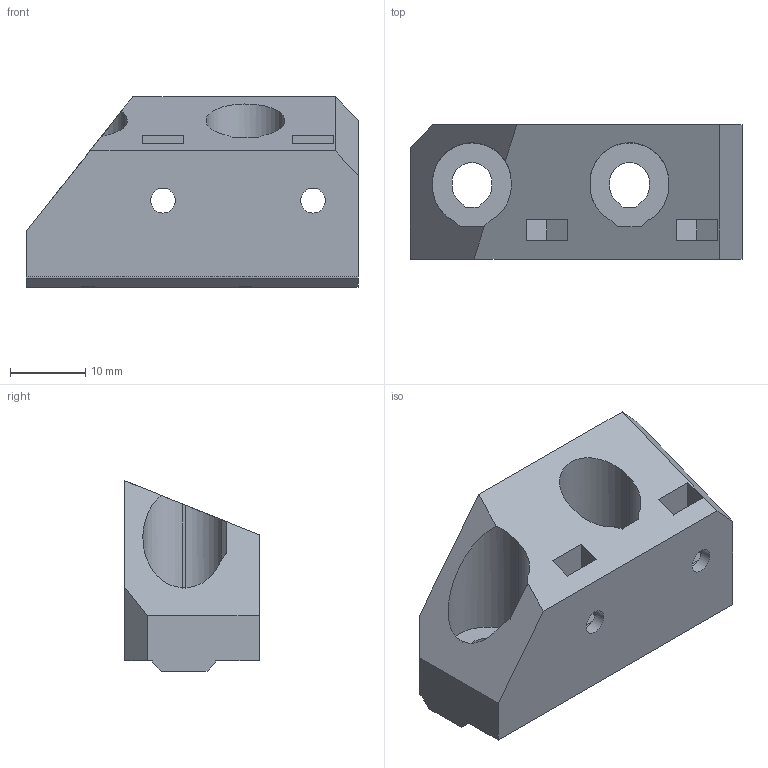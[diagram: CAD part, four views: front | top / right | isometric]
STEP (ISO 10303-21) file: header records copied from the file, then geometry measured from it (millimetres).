
FILE_DESCRIPTION(/* description */ (''),/* implementation_level */ '2;1');
FILE_NAME(/* name */ 'psu_lower_mount.step',/* time_stamp */ '2018-01-17T16:35:03+01:00',/* author */ ('gregsaun'),/* organization */ (''),/* preprocessor_version */ 'ST-DEVELOPER v16.13',/* originating_system */ 'Autodesk Translation Framework v6.5.0.72',/* authorisation */ '');
FILE_SCHEMA (('AUTOMOTIVE_DESIGN { 1 0 10303 214 3 1 1 }'));
Length unit declared in the file: millimetre
Products named in the file (1): psu_lower_mount
Bounding box: 44.25 x 17.9 x 25.4 mm (x, y, z)
Volume: 11600.1 mm3; surface area: 5561.6 mm2
Topology: 1 solids, 5 shells, 121 faces, 324 edges, 212 vertices
Faces by surface type: plane 91, cylinder 28, cone 2
Full cylindrical faces by diameter (mm): 3.3 x4, 8.3 x2, 8.502 x2
Entity records: 3819 total; most frequent: CARTESIAN_POINT 658, ORIENTED_EDGE 648, DIRECTION 633, EDGE_CURVE 324, LINE 259, VECTOR 259, VERTEX_POINT 212, AXIS2_PLACEMENT_3D 187
